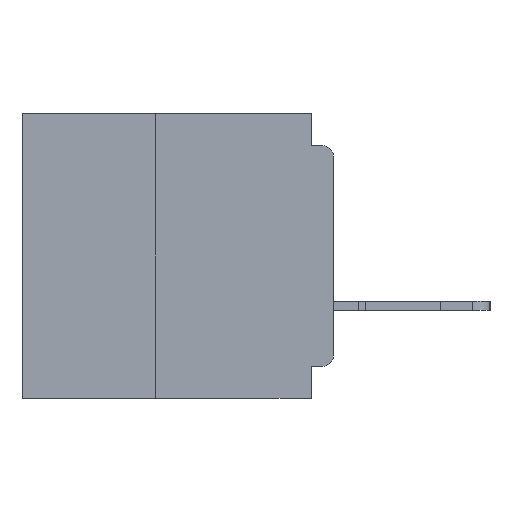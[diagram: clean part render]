
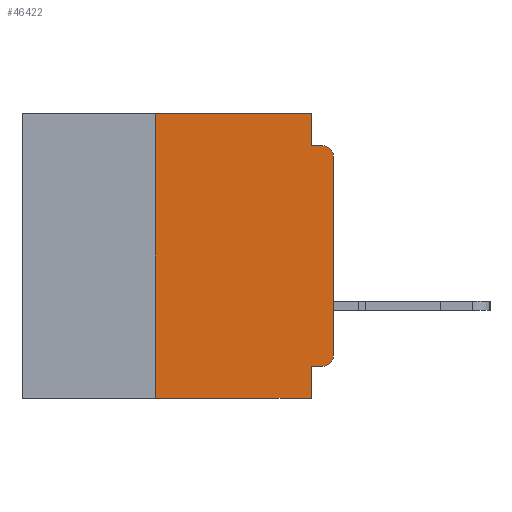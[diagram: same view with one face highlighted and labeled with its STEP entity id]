
A CAD part, left-side view. The second image highlights one B-rep face of the part: STEP entity #46422.
In plain terms, the highlighted planar face has unit normal (-1, 0, 0).
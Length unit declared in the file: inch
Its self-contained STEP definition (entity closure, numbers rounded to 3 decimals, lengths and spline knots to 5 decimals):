
#379 = CARTESIAN_POINT ( 'NONE',  ( 0., 0.437, 0. ) ) ;
#1095 = LINE ( 'NONE', #11877, #29058 ) ;
#1216 = VECTOR ( 'NONE', #16485, 39.37008 ) ;
#1638 = DIRECTION ( 'NONE',  ( -1., 0., 0. ) ) ;
#1863 = ORIENTED_EDGE ( 'NONE', *, *, #53111, .F. ) ;
#2314 = FACE_OUTER_BOUND ( 'NONE', #48757, .T. ) ;
#3968 = ORIENTED_EDGE ( 'NONE', *, *, #63836, .F. ) ;
#4511 = DIRECTION ( 'NONE',  ( 0., 0., 1. ) ) ;
#4640 = CARTESIAN_POINT ( 'NONE',  ( 0., 0.015, -0.34 ) ) ;
#5687 = CARTESIAN_POINT ( 'NONE',  ( 0., 0.25, 0. ) ) ;
#5909 = ORIENTED_EDGE ( 'NONE', *, *, #60837, .F. ) ;
#6275 = VERTEX_POINT ( 'NONE', #14012 ) ;
#6768 = VERTEX_POINT ( 'NONE', #57560 ) ;
#8599 = AXIS2_PLACEMENT_3D ( 'NONE', #31390, #1638, #36323 ) ;
#8990 = ORIENTED_EDGE ( 'NONE', *, *, #59017, .T. ) ;
#9353 = EDGE_CURVE ( 'NONE', #6768, #47449, #34038, .T. ) ;
#9664 = DIRECTION ( 'NONE',  ( 0., 0., -1. ) ) ;
#10462 = DIRECTION ( 'NONE',  ( 1., 0., 0. ) ) ;
#11120 = EDGE_CURVE ( 'NONE', #55190, #6768, #33145, .T. ) ;
#11877 = CARTESIAN_POINT ( 'NONE',  ( 0., 0.031, 0. ) ) ;
#12230 = ORIENTED_EDGE ( 'NONE', *, *, #11120, .T. ) ;
#12266 = CARTESIAN_POINT ( 'NONE',  ( 0., 0.437, 0. ) ) ;
#13071 = CARTESIAN_POINT ( 'NONE',  ( 0., 0.031, -0.355 ) ) ;
#14012 = CARTESIAN_POINT ( 'NONE',  ( 0., 0.015, -0.355 ) ) ;
#14128 = AXIS2_PLACEMENT_3D ( 'NONE', #379, #10462, #45118 ) ;
#15289 = VECTOR ( 'NONE', #54541, 39.37008 ) ;
#15480 = VERTEX_POINT ( 'NONE', #32207 ) ;
#16485 = DIRECTION ( 'NONE',  ( 0., 0., 1. ) ) ;
#16844 = VERTEX_POINT ( 'NONE', #23622 ) ;
#18950 = ORIENTED_EDGE ( 'NONE', *, *, #9353, .T. ) ;
#19410 = CARTESIAN_POINT ( 'NONE',  ( 0., 0., -0.355 ) ) ;
#19680 = VECTOR ( 'NONE', #24325, 39.37008 ) ;
#20629 = VERTEX_POINT ( 'NONE', #5687 ) ;
#23622 = CARTESIAN_POINT ( 'NONE',  ( 0., 0.031, -0.4 ) ) ;
#24325 = DIRECTION ( 'NONE',  ( 0., 1., 0. ) ) ;
#25369 = CARTESIAN_POINT ( 'NONE',  ( 0., 0.015, -0.045 ) ) ;
#27789 = VERTEX_POINT ( 'NONE', #13071 ) ;
#28038 = VECTOR ( 'NONE', #54633, 39.37008 ) ;
#28636 = ORIENTED_EDGE ( 'NONE', *, *, #58284, .F. ) ;
#29058 = VECTOR ( 'NONE', #46506, 39.37008 ) ;
#29105 = AXIS2_PLACEMENT_3D ( 'NONE', #4640, #39289, #9664 ) ;
#29615 = LINE ( 'NONE', #34903, #28038 ) ;
#29929 = LINE ( 'NONE', #34601, #15289 ) ;
#31390 = CARTESIAN_POINT ( 'NONE',  ( 0., 0.015, -0.06 ) ) ;
#32207 = CARTESIAN_POINT ( 'NONE',  ( 0., 0.031, -0.045 ) ) ;
#33145 = LINE ( 'NONE', #44196, #46336 ) ;
#33954 = CARTESIAN_POINT ( 'NONE',  ( 0., 0., -0.34 ) ) ;
#33987 = EDGE_CURVE ( 'NONE', #20629, #40327, #56893, .T. ) ;
#34038 = CIRCLE ( 'NONE', #8599, 0.015 ) ;
#34362 = LINE ( 'NONE', #61429, #46031 ) ;
#34601 = CARTESIAN_POINT ( 'NONE',  ( 0., 0.437, -0.4 ) ) ;
#34903 = CARTESIAN_POINT ( 'NONE',  ( 0., 0., -0.045 ) ) ;
#36138 = EDGE_CURVE ( 'NONE', #15480, #47449, #29615, .T. ) ;
#36323 = DIRECTION ( 'NONE',  ( 0., 0., -1. ) ) ;
#36766 = CARTESIAN_POINT ( 'NONE',  ( 0., 0.031, 0. ) ) ;
#36785 = DIRECTION ( 'NONE',  ( 0., 0., -1. ) ) ;
#37915 = ORIENTED_EDGE ( 'NONE', *, *, #36138, .F. ) ;
#39289 = DIRECTION ( 'NONE',  ( -1., 0., 0. ) ) ;
#40092 = PLANE ( 'NONE',  #14128 ) ;
#40327 = VERTEX_POINT ( 'NONE', #36766 ) ;
#40824 = LINE ( 'NONE', #46098, #1216 ) ;
#42921 = CARTESIAN_POINT ( 'NONE',  ( 0., 0.25, -0.4 ) ) ;
#44196 = CARTESIAN_POINT ( 'NONE',  ( 0., 0., 0. ) ) ;
#45118 = DIRECTION ( 'NONE',  ( 0., 0., -1. ) ) ;
#46031 = VECTOR ( 'NONE', #36785, 39.37008 ) ;
#46098 = CARTESIAN_POINT ( 'NONE',  ( 0., 0.25, -0.4 ) ) ;
#46336 = VECTOR ( 'NONE', #4511, 39.37008 ) ;
#46422 = ADVANCED_FACE ( 'NONE', ( #2314 ), #40092, .F. ) ;
#46506 = DIRECTION ( 'NONE',  ( 0., 0., -1. ) ) ;
#46879 = DIRECTION ( 'NONE',  ( 0., -1., 0. ) ) ;
#46897 = VECTOR ( 'NONE', #46879, 39.37008 ) ;
#47449 = VERTEX_POINT ( 'NONE', #25369 ) ;
#47750 = VERTEX_POINT ( 'NONE', #42921 ) ;
#48454 = CIRCLE ( 'NONE', #29105, 0.015 ) ;
#48757 = EDGE_LOOP ( 'NONE', ( #12230, #18950, #37915, #3968, #54773, #28636, #61085, #1863, #5909, #8990 ) ) ;
#53111 = EDGE_CURVE ( 'NONE', #27789, #16844, #34362, .T. ) ;
#54541 = DIRECTION ( 'NONE',  ( 0., -1., 0. ) ) ;
#54633 = DIRECTION ( 'NONE',  ( 0., -1., 0. ) ) ;
#54773 = ORIENTED_EDGE ( 'NONE', *, *, #33987, .F. ) ;
#55190 = VERTEX_POINT ( 'NONE', #33954 ) ;
#56893 = LINE ( 'NONE', #12266, #46897 ) ;
#57560 = CARTESIAN_POINT ( 'NONE',  ( 0., 0., -0.06 ) ) ;
#58284 = EDGE_CURVE ( 'NONE', #47750, #20629, #40824, .T. ) ;
#58452 = EDGE_CURVE ( 'NONE', #47750, #16844, #29929, .T. ) ;
#59017 = EDGE_CURVE ( 'NONE', #6275, #55190, #48454, .T. ) ;
#59109 = LINE ( 'NONE', #19410, #19680 ) ;
#60837 = EDGE_CURVE ( 'NONE', #6275, #27789, #59109, .T. ) ;
#61085 = ORIENTED_EDGE ( 'NONE', *, *, #58452, .T. ) ;
#61429 = CARTESIAN_POINT ( 'NONE',  ( 0., 0.031, -0.4 ) ) ;
#63836 = EDGE_CURVE ( 'NONE', #40327, #15480, #1095, .T. ) ;
